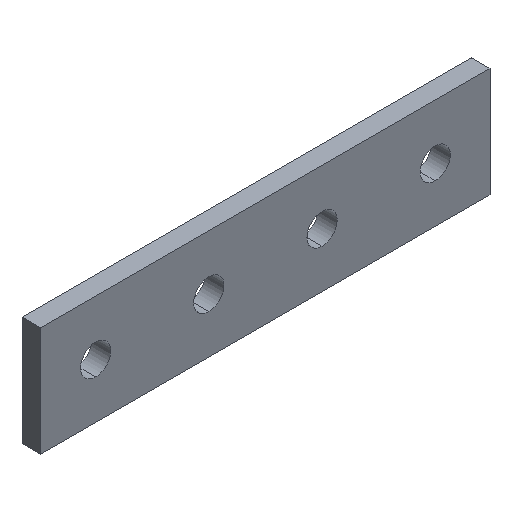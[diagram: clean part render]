
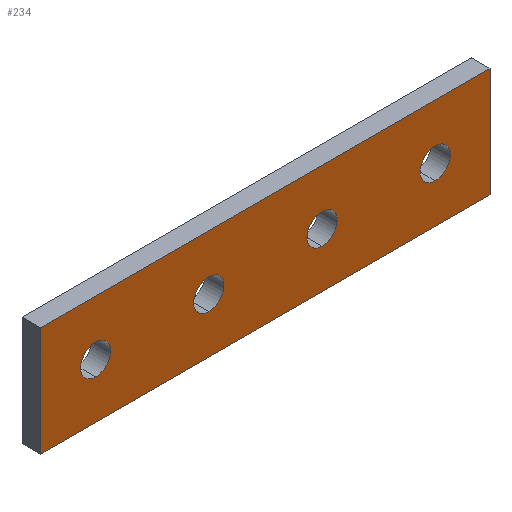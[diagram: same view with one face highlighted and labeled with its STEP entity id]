
A CAD part, isometric view. The second image highlights one B-rep face of the part: STEP entity #234.
In plain terms, the highlighted planar face has unit normal (0, -1, 0).
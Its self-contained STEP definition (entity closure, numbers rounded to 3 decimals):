
#1 = AXIS2_PLACEMENT_3D ( 'NONE', #362, #291, #478 ) ;
#2 = CARTESIAN_POINT ( 'NONE',  ( 0., 0., -11.6 ) ) ;
#3 = AXIS2_PLACEMENT_3D ( 'NONE', #305, #422, #91 ) ;
#5 = DIRECTION ( 'NONE',  ( 0., 0., 1. ) ) ;
#8 = EDGE_CURVE ( 'NONE', #356, #396, #81, .T. ) ;
#9 = VERTEX_POINT ( 'NONE', #278 ) ;
#25 = FACE_BOUND ( 'NONE', #311, .T. ) ;
#29 = VECTOR ( 'NONE', #300, 1000. ) ;
#32 = CARTESIAN_POINT ( 'NONE',  ( 6., 0., -5.8 ) ) ;
#42 = CARTESIAN_POINT ( 'NONE',  ( 0.2, 0., 0. ) ) ;
#49 = DIRECTION ( 'NONE',  ( 0., 0., 1. ) ) ;
#52 = EDGE_LOOP ( 'NONE', ( #413, #406 ) ) ;
#65 = DIRECTION ( 'NONE',  ( 0., 1., 0. ) ) ;
#68 = AXIS2_PLACEMENT_3D ( 'NONE', #324, #69, #185 ) ;
#69 = DIRECTION ( 'NONE',  ( 0., 1., 0. ) ) ;
#72 = AXIS2_PLACEMENT_3D ( 'NONE', #400, #221, #288 ) ;
#73 = VECTOR ( 'NONE', #269, 1000. ) ;
#81 = CIRCLE ( 'NONE', #340, 1.6 ) ;
#83 = VERTEX_POINT ( 'NONE', #244 ) ;
#91 = DIRECTION ( 'NONE',  ( 0., 0., 1. ) ) ;
#97 = ORIENTED_EDGE ( 'NONE', *, *, #397, .T. ) ;
#112 = CARTESIAN_POINT ( 'NONE',  ( 0., 0., 0. ) ) ;
#116 = DIRECTION ( 'NONE',  ( 0., 1., 0. ) ) ;
#117 = CARTESIAN_POINT ( 'NONE',  ( 47.8, 0., -11.6 ) ) ;
#119 = LINE ( 'NONE', #153, #29 ) ;
#123 = VERTEX_POINT ( 'NONE', #471 ) ;
#125 = CIRCLE ( 'NONE', #72, 1.6 ) ;
#129 = CARTESIAN_POINT ( 'NONE',  ( 42., 0., -7.4 ) ) ;
#141 = VERTEX_POINT ( 'NONE', #129 ) ;
#152 = EDGE_CURVE ( 'NONE', #141, #9, #164, .T. ) ;
#153 = CARTESIAN_POINT ( 'NONE',  ( 47.8, 0., 0. ) ) ;
#154 = CARTESIAN_POINT ( 'NONE',  ( 18., 0., -7.4 ) ) ;
#157 = CIRCLE ( 'NONE', #298, 1.6 ) ;
#161 = ORIENTED_EDGE ( 'NONE', *, *, #152, .T. ) ;
#164 = CIRCLE ( 'NONE', #394, 1.6 ) ;
#165 = DIRECTION ( 'NONE',  ( 0., 1., 0. ) ) ;
#179 = ORIENTED_EDGE ( 'NONE', *, *, #374, .F. ) ;
#180 = FACE_OUTER_BOUND ( 'NONE', #461, .T. ) ;
#181 = CARTESIAN_POINT ( 'NONE',  ( 18., 0., -5.8 ) ) ;
#183 = CIRCLE ( 'NONE', #1, 1.6 ) ;
#185 = DIRECTION ( 'NONE',  ( 0., 0., 1. ) ) ;
#187 = CARTESIAN_POINT ( 'NONE',  ( 0.2, 0., 0. ) ) ;
#188 = EDGE_CURVE ( 'NONE', #209, #454, #480, .T. ) ;
#189 = DIRECTION ( 'NONE',  ( 0., 1., 0. ) ) ;
#193 = ORIENTED_EDGE ( 'NONE', *, *, #8, .T. ) ;
#194 = CARTESIAN_POINT ( 'NONE',  ( 18., 0., -4.2 ) ) ;
#195 = VERTEX_POINT ( 'NONE', #439 ) ;
#200 = EDGE_LOOP ( 'NONE', ( #369, #193 ) ) ;
#202 = EDGE_CURVE ( 'NONE', #396, #356, #157, .T. ) ;
#209 = VERTEX_POINT ( 'NONE', #187 ) ;
#216 = FACE_BOUND ( 'NONE', #378, .T. ) ;
#219 = CIRCLE ( 'NONE', #3, 1.6 ) ;
#220 = EDGE_CURVE ( 'NONE', #299, #83, #125, .T. ) ;
#221 = DIRECTION ( 'NONE',  ( 0., 1., 0. ) ) ;
#229 = CARTESIAN_POINT ( 'NONE',  ( 6., 0., -4.2 ) ) ;
#234 = ADVANCED_FACE ( 'NONE', ( #216, #25, #436, #360, #180 ), #254, .F. ) ;
#235 = CARTESIAN_POINT ( 'NONE',  ( 30., 0., -4.2 ) ) ;
#239 = AXIS2_PLACEMENT_3D ( 'NONE', #398, #116, #260 ) ;
#244 = CARTESIAN_POINT ( 'NONE',  ( 6., 0., -7.4 ) ) ;
#250 = EDGE_CURVE ( 'NONE', #123, #483, #183, .T. ) ;
#254 = PLANE ( 'NONE',  #68 ) ;
#256 = EDGE_CURVE ( 'NONE', #83, #299, #292, .T. ) ;
#258 = LINE ( 'NONE', #42, #365 ) ;
#260 = DIRECTION ( 'NONE',  ( 0., 0., 1. ) ) ;
#267 = ORIENTED_EDGE ( 'NONE', *, *, #188, .F. ) ;
#269 = DIRECTION ( 'NONE',  ( 1., 0., 0. ) ) ;
#270 = ORIENTED_EDGE ( 'NONE', *, *, #296, .T. ) ;
#278 = CARTESIAN_POINT ( 'NONE',  ( 42., 0., -4.2 ) ) ;
#286 = EDGE_CURVE ( 'NONE', #9, #141, #457, .T. ) ;
#288 = DIRECTION ( 'NONE',  ( 0., 0., 1. ) ) ;
#289 = DIRECTION ( 'NONE',  ( 0., 0., 1. ) ) ;
#291 = DIRECTION ( 'NONE',  ( 0., 1., 0. ) ) ;
#292 = CIRCLE ( 'NONE', #449, 1.6 ) ;
#296 = EDGE_CURVE ( 'NONE', #315, #454, #119, .T. ) ;
#298 = AXIS2_PLACEMENT_3D ( 'NONE', #477, #65, #357 ) ;
#299 = VERTEX_POINT ( 'NONE', #229 ) ;
#300 = DIRECTION ( 'NONE',  ( 0., 0., 1. ) ) ;
#305 = CARTESIAN_POINT ( 'NONE',  ( 30., 0., -5.8 ) ) ;
#310 = CARTESIAN_POINT ( 'NONE',  ( 42., 0., -5.8 ) ) ;
#311 = EDGE_LOOP ( 'NONE', ( #452, #417 ) ) ;
#315 = VERTEX_POINT ( 'NONE', #117 ) ;
#324 = CARTESIAN_POINT ( 'NONE',  ( 0., 0., 0. ) ) ;
#325 = DIRECTION ( 'NONE',  ( 0., 0., 1. ) ) ;
#331 = LINE ( 'NONE', #2, #73 ) ;
#337 = CARTESIAN_POINT ( 'NONE',  ( 47.8, 0., 0. ) ) ;
#340 = AXIS2_PLACEMENT_3D ( 'NONE', #181, #464, #289 ) ;
#356 = VERTEX_POINT ( 'NONE', #154 ) ;
#357 = DIRECTION ( 'NONE',  ( 0., 0., 1. ) ) ;
#358 = ORIENTED_EDGE ( 'NONE', *, *, #286, .T. ) ;
#360 = FACE_BOUND ( 'NONE', #52, .T. ) ;
#362 = CARTESIAN_POINT ( 'NONE',  ( 30., 0., -5.8 ) ) ;
#365 = VECTOR ( 'NONE', #5, 1000. ) ;
#369 = ORIENTED_EDGE ( 'NONE', *, *, #202, .T. ) ;
#374 = EDGE_CURVE ( 'NONE', #195, #209, #258, .T. ) ;
#378 = EDGE_LOOP ( 'NONE', ( #358, #161 ) ) ;
#382 = VECTOR ( 'NONE', #473, 1000. ) ;
#394 = AXIS2_PLACEMENT_3D ( 'NONE', #310, #165, #49 ) ;
#396 = VERTEX_POINT ( 'NONE', #194 ) ;
#397 = EDGE_CURVE ( 'NONE', #195, #315, #331, .T. ) ;
#398 = CARTESIAN_POINT ( 'NONE',  ( 42., 0., -5.8 ) ) ;
#400 = CARTESIAN_POINT ( 'NONE',  ( 6., 0., -5.8 ) ) ;
#406 = ORIENTED_EDGE ( 'NONE', *, *, #256, .T. ) ;
#413 = ORIENTED_EDGE ( 'NONE', *, *, #220, .T. ) ;
#417 = ORIENTED_EDGE ( 'NONE', *, *, #250, .T. ) ;
#422 = DIRECTION ( 'NONE',  ( 0., 1., 0. ) ) ;
#430 = EDGE_CURVE ( 'NONE', #483, #123, #219, .T. ) ;
#436 = FACE_BOUND ( 'NONE', #200, .T. ) ;
#439 = CARTESIAN_POINT ( 'NONE',  ( 0.2, 0., -11.6 ) ) ;
#449 = AXIS2_PLACEMENT_3D ( 'NONE', #32, #189, #325 ) ;
#452 = ORIENTED_EDGE ( 'NONE', *, *, #430, .T. ) ;
#454 = VERTEX_POINT ( 'NONE', #337 ) ;
#457 = CIRCLE ( 'NONE', #239, 1.6 ) ;
#461 = EDGE_LOOP ( 'NONE', ( #270, #267, #179, #97 ) ) ;
#464 = DIRECTION ( 'NONE',  ( 0., 1., 0. ) ) ;
#471 = CARTESIAN_POINT ( 'NONE',  ( 30., 0., -7.4 ) ) ;
#473 = DIRECTION ( 'NONE',  ( 1., 0., 0. ) ) ;
#477 = CARTESIAN_POINT ( 'NONE',  ( 18., 0., -5.8 ) ) ;
#478 = DIRECTION ( 'NONE',  ( 0., 0., 1. ) ) ;
#480 = LINE ( 'NONE', #112, #382 ) ;
#483 = VERTEX_POINT ( 'NONE', #235 ) ;
